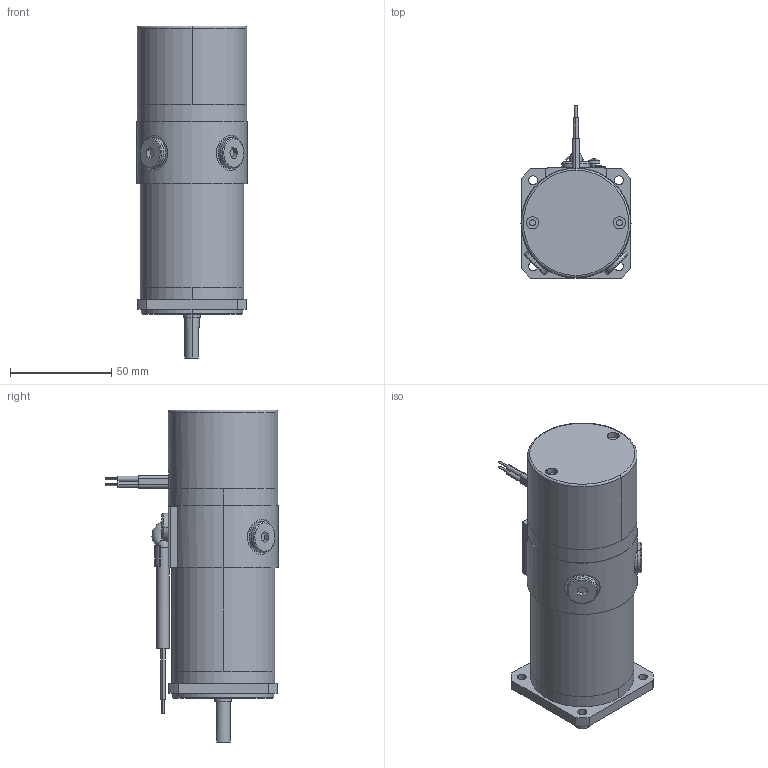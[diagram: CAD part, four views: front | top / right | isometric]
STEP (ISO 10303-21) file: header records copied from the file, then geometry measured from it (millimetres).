
FILE_DESCRIPTION (( 'STEP AP214' ), '1' );
FILE_NAME ('5DA12-7ST.STEP', '2024-05-03T11:33:53', ( '' ), ( '' ), 'SwSTEP 2.0', 'SolidWorks 2023', '' );
FILE_SCHEMA (( 'AUTOMOTIVE_DESIGN' ));
Length unit declared in the file: millimetre
Products named in the file (1): 5DA12-7ST
Bounding box: 54.4 x 85.11 x 164 mm (x, y, z)
Volume: 244859.8 mm3; surface area: 44675 mm2
Topology: 1 solids, 1 shells, 257 faces, 643 edges, 407 vertices
Faces by surface type: cylinder 114, plane 103, cone 23, torus 13, sphere 2, bspline 2
Entity records: 8511 total; most frequent: CARTESIAN_POINT 2184, DIRECTION 1401, ORIENTED_EDGE 1278, EDGE_CURVE 639, AXIS2_PLACEMENT_3D 562, VERTEX_POINT 407, CIRCLE 306, EDGE_LOOP 298
